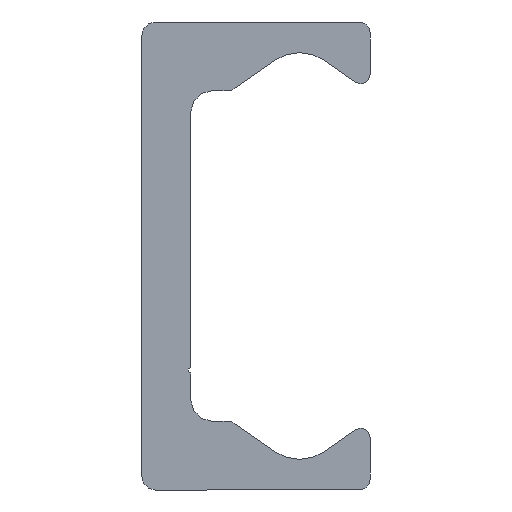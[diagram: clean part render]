
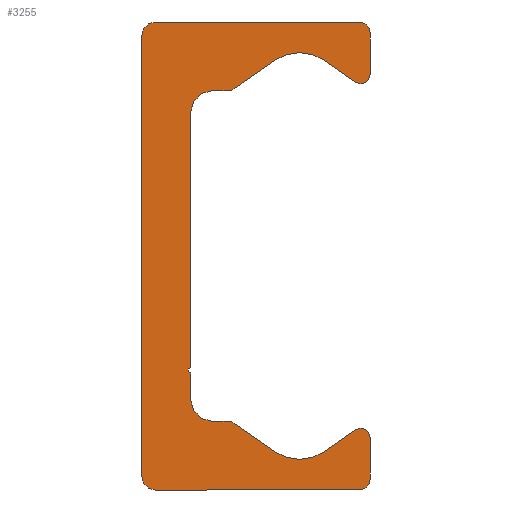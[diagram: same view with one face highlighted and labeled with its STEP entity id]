
A CAD part, left-side view. The second image highlights one B-rep face of the part: STEP entity #3255.
In plain terms, the highlighted planar face has unit normal (-1, 0, 0).
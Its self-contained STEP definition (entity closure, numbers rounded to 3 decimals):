
#2148=CARTESIAN_POINT('',(0.0,9.25,-21.5));
#2149=VERTEX_POINT('',#2148);
#2156=CARTESIAN_POINT('',(0.0,10.5,-20.25));
#2157=VERTEX_POINT('',#2156);
#2158=CARTESIAN_POINT('',(0.0,9.25,-20.25));
#2159=DIRECTION('',(1.0,0.0,0.0));
#2160=DIRECTION('',(0.0,0.0,-1.0));
#2161=AXIS2_PLACEMENT_3D('',#2158,#2159,#2160);
#2162=CIRCLE('',#2161,1.25);
#2163=EDGE_CURVE('',#2149,#2157,#2162,.T.);
#2187=CARTESIAN_POINT('',(0.0,-9.5,-21.5));
#2188=VERTEX_POINT('',#2187);
#2195=CARTESIAN_POINT('',(0.0,-9.5,-21.5));
#2196=DIRECTION('',(0.0,1.0,0.0));
#2197=VECTOR('',#2196,18.75);
#2198=LINE('',#2195,#2197);
#2199=EDGE_CURVE('',#2188,#2149,#2198,.T.);
#2219=CARTESIAN_POINT('',(0.0,-10.5,-20.5));
#2220=VERTEX_POINT('',#2219);
#2227=CARTESIAN_POINT('',(0.0,-9.5,-20.5));
#2228=DIRECTION('',(1.0,0.0,0.0));
#2229=DIRECTION('',(0.0,-1.0,0.0));
#2230=AXIS2_PLACEMENT_3D('',#2227,#2228,#2229);
#2231=CIRCLE('',#2230,1.0);
#2232=EDGE_CURVE('',#2220,#2188,#2231,.T.);
#2251=CARTESIAN_POINT('',(0.0,-10.5,-16.65));
#2252=VERTEX_POINT('',#2251);
#2259=CARTESIAN_POINT('',(0.0,-10.5,-16.65));
#2260=DIRECTION('',(0.0,0.0,-1.0));
#2261=VECTOR('',#2260,3.85);
#2262=LINE('',#2259,#2261);
#2263=EDGE_CURVE('',#2252,#2220,#2262,.T.);
#2283=CARTESIAN_POINT('',(0.0,-9.162,-15.954));
#2284=VERTEX_POINT('',#2283);
#2291=CARTESIAN_POINT('',(0.0,-9.65,-16.65));
#2292=DIRECTION('',(1.0,0.0,0.0));
#2293=DIRECTION('',(0.0,0.574,0.819));
#2294=AXIS2_PLACEMENT_3D('',#2291,#2292,#2293);
#2295=CIRCLE('',#2294,0.85);
#2296=EDGE_CURVE('',#2284,#2252,#2295,.T.);
#2315=CARTESIAN_POINT('',(0.0,-6.294,-17.962));
#2316=VERTEX_POINT('',#2315);
#2323=CARTESIAN_POINT('',(0.0,-6.294,-17.962));
#2324=DIRECTION('',(0.0,-0.819,0.574));
#2325=VECTOR('',#2324,3.501);
#2326=LINE('',#2323,#2325);
#2327=EDGE_CURVE('',#2316,#2284,#2326,.T.);
#2347=CARTESIAN_POINT('',(0.0,-1.706,-17.962));
#2348=VERTEX_POINT('',#2347);
#2355=CARTESIAN_POINT('',(0.0,-4.,-14.685));
#2356=DIRECTION('',(-1.0,0.0,0.0));
#2357=DIRECTION('',(0.0,0.574,0.819));
#2358=AXIS2_PLACEMENT_3D('',#2355,#2356,#2357);
#2359=CIRCLE('',#2358,4.0);
#2360=EDGE_CURVE('',#2348,#2316,#2359,.T.);
#2379=CARTESIAN_POINT('',(0.0,1.981,-15.381));
#2380=VERTEX_POINT('',#2379);
#2387=CARTESIAN_POINT('',(0.0,1.981,-15.381));
#2388=DIRECTION('',(0.0,-0.819,-0.574));
#2389=VECTOR('',#2388,4.5);
#2390=LINE('',#2387,#2389);
#2391=EDGE_CURVE('',#2380,#2348,#2390,.T.);
#2411=CARTESIAN_POINT('',(0.0,2.554,-15.2));
#2412=VERTEX_POINT('',#2411);
#2419=CARTESIAN_POINT('',(0.0,2.554,-16.2));
#2420=DIRECTION('',(1.0,0.0,0.0));
#2421=DIRECTION('',(0.0,0.0,1.0));
#2422=AXIS2_PLACEMENT_3D('',#2419,#2420,#2421);
#2423=CIRCLE('',#2422,1.);
#2424=EDGE_CURVE('',#2412,#2380,#2423,.T.);
#2443=CARTESIAN_POINT('',(0.0,4.0,-15.2));
#2444=VERTEX_POINT('',#2443);
#2451=CARTESIAN_POINT('',(0.0,4.0,-15.2));
#2452=DIRECTION('',(0.0,-1.0,0.0));
#2453=VECTOR('',#2452,1.446);
#2454=LINE('',#2451,#2453);
#2455=EDGE_CURVE('',#2444,#2412,#2454,.T.);
#2475=CARTESIAN_POINT('',(0.0,6.,-13.2));
#2476=VERTEX_POINT('',#2475);
#2483=CARTESIAN_POINT('',(0.0,4.,-13.2));
#2484=DIRECTION('',(-1.0,0.0,0.0));
#2485=DIRECTION('',(0.0,0.0,1.0));
#2486=AXIS2_PLACEMENT_3D('',#2483,#2484,#2485);
#2487=CIRCLE('',#2486,2.0);
#2488=EDGE_CURVE('',#2476,#2444,#2487,.T.);
#2507=CARTESIAN_POINT('',(0.0,6.,-10.75));
#2508=VERTEX_POINT('',#2507);
#2515=CARTESIAN_POINT('',(0.0,6.,-10.75));
#2516=DIRECTION('',(0.0,0.0,-1.0));
#2517=VECTOR('',#2516,2.45);
#2518=LINE('',#2515,#2517);
#2519=EDGE_CURVE('',#2508,#2476,#2518,.T.);
#2539=CARTESIAN_POINT('',(0.0,6.,-10.25));
#2540=VERTEX_POINT('',#2539);
#2547=CARTESIAN_POINT('',(0.0,6.,-10.5));
#2548=DIRECTION('',(-1.0,0.0,0.0));
#2549=DIRECTION('',(0.0,0.0,1.0));
#2550=AXIS2_PLACEMENT_3D('',#2547,#2548,#2549);
#2551=CIRCLE('',#2550,0.25);
#2552=EDGE_CURVE('',#2540,#2508,#2551,.T.);
#2571=CARTESIAN_POINT('',(0.0,6.,13.2));
#2572=VERTEX_POINT('',#2571);
#2579=CARTESIAN_POINT('',(0.0,6.,13.2));
#2580=DIRECTION('',(0.0,0.0,-1.0));
#2581=VECTOR('',#2580,23.45);
#2582=LINE('',#2579,#2581);
#2583=EDGE_CURVE('',#2572,#2540,#2582,.T.);
#2732=CARTESIAN_POINT('',(0.0,4.0,15.2));
#2733=VERTEX_POINT('',#2732);
#2740=CARTESIAN_POINT('',(0.0,4.,13.2));
#2741=DIRECTION('',(-1.0,0.0,0.0));
#2742=DIRECTION('',(0.0,-1.0,0.0));
#2743=AXIS2_PLACEMENT_3D('',#2740,#2741,#2742);
#2744=CIRCLE('',#2743,2.0);
#2745=EDGE_CURVE('',#2733,#2572,#2744,.T.);
#2764=CARTESIAN_POINT('',(0.0,2.554,15.2));
#2765=VERTEX_POINT('',#2764);
#2772=CARTESIAN_POINT('',(0.0,2.554,15.2));
#2773=DIRECTION('',(0.0,1.0,0.0));
#2774=VECTOR('',#2773,1.446);
#2775=LINE('',#2772,#2774);
#2776=EDGE_CURVE('',#2765,#2733,#2775,.T.);
#2796=CARTESIAN_POINT('',(0.0,1.981,15.381));
#2797=VERTEX_POINT('',#2796);
#2804=CARTESIAN_POINT('',(0.0,2.554,16.2));
#2805=DIRECTION('',(1.0,0.0,0.0));
#2806=DIRECTION('',(0.0,-0.574,-0.819));
#2807=AXIS2_PLACEMENT_3D('',#2804,#2805,#2806);
#2808=CIRCLE('',#2807,1.);
#2809=EDGE_CURVE('',#2797,#2765,#2808,.T.);
#2828=CARTESIAN_POINT('',(0.0,-1.706,17.962));
#2829=VERTEX_POINT('',#2828);
#2836=CARTESIAN_POINT('',(0.0,-1.706,17.962));
#2837=DIRECTION('',(0.0,0.819,-0.574));
#2838=VECTOR('',#2837,4.5);
#2839=LINE('',#2836,#2838);
#2840=EDGE_CURVE('',#2829,#2797,#2839,.T.);
#2860=CARTESIAN_POINT('',(0.0,-6.294,17.962));
#2861=VERTEX_POINT('',#2860);
#2868=CARTESIAN_POINT('',(0.0,-4.,14.685));
#2869=DIRECTION('',(-1.0,0.0,0.0));
#2870=DIRECTION('',(0.0,-0.574,-0.819));
#2871=AXIS2_PLACEMENT_3D('',#2868,#2869,#2870);
#2872=CIRCLE('',#2871,4.0);
#2873=EDGE_CURVE('',#2861,#2829,#2872,.T.);
#2892=CARTESIAN_POINT('',(0.0,-9.162,15.954));
#2893=VERTEX_POINT('',#2892);
#2900=CARTESIAN_POINT('',(0.0,-9.162,15.954));
#2901=DIRECTION('',(0.0,0.819,0.574));
#2902=VECTOR('',#2901,3.501);
#2903=LINE('',#2900,#2902);
#2904=EDGE_CURVE('',#2893,#2861,#2903,.T.);
#2924=CARTESIAN_POINT('',(0.0,-10.5,16.65));
#2925=VERTEX_POINT('',#2924);
#2932=CARTESIAN_POINT('',(0.0,-9.65,16.65));
#2933=DIRECTION('',(1.0,0.0,0.0));
#2934=DIRECTION('',(0.0,-1.0,0.0));
#2935=AXIS2_PLACEMENT_3D('',#2932,#2933,#2934);
#2936=CIRCLE('',#2935,0.85);
#2937=EDGE_CURVE('',#2925,#2893,#2936,.T.);
#2956=CARTESIAN_POINT('',(0.0,-10.5,20.5));
#2957=VERTEX_POINT('',#2956);
#2964=CARTESIAN_POINT('',(0.0,-10.5,20.5));
#2965=DIRECTION('',(0.0,0.0,-1.0));
#2966=VECTOR('',#2965,3.85);
#2967=LINE('',#2964,#2966);
#2968=EDGE_CURVE('',#2957,#2925,#2967,.T.);
#2988=CARTESIAN_POINT('',(0.0,-9.5,21.5));
#2989=VERTEX_POINT('',#2988);
#2996=CARTESIAN_POINT('',(0.0,-9.5,20.5));
#2997=DIRECTION('',(1.0,0.0,0.0));
#2998=DIRECTION('',(0.0,0.0,1.0));
#2999=AXIS2_PLACEMENT_3D('',#2996,#2997,#2998);
#3000=CIRCLE('',#2999,1.0);
#3001=EDGE_CURVE('',#2989,#2957,#3000,.T.);
#3020=CARTESIAN_POINT('',(0.0,9.25,21.5));
#3021=VERTEX_POINT('',#3020);
#3028=CARTESIAN_POINT('',(0.0,9.25,21.5));
#3029=DIRECTION('',(0.0,-1.0,0.0));
#3030=VECTOR('',#3029,18.75);
#3031=LINE('',#3028,#3030);
#3032=EDGE_CURVE('',#3021,#2989,#3031,.T.);
#3052=CARTESIAN_POINT('',(0.0,10.5,20.25));
#3053=VERTEX_POINT('',#3052);
#3060=CARTESIAN_POINT('',(0.0,9.25,20.25));
#3061=DIRECTION('',(1.0,0.0,0.0));
#3062=DIRECTION('',(0.0,1.0,0.0));
#3063=AXIS2_PLACEMENT_3D('',#3060,#3061,#3062);
#3064=CIRCLE('',#3063,1.25);
#3065=EDGE_CURVE('',#3053,#3021,#3064,.T.);
#3083=CARTESIAN_POINT('',(0.0,10.5,-20.25));
#3084=DIRECTION('',(0.0,0.0,1.0));
#3085=VECTOR('',#3084,40.5);
#3086=LINE('',#3083,#3085);
#3087=EDGE_CURVE('',#2157,#3053,#3086,.T.);
#3222=CARTESIAN_POINT('',(0.0,2.66,-0.019));
#3223=DIRECTION('',(1.0,0.0,0.0));
#3224=DIRECTION('',(0.0,0.0,-1.0));
#3225=AXIS2_PLACEMENT_3D('',#3222,#3223,#3224);
#3226=PLANE('',#3225);
#3227=ORIENTED_EDGE('',*,*,#3087,.F.);
#3228=ORIENTED_EDGE('',*,*,#2163,.F.);
#3229=ORIENTED_EDGE('',*,*,#2199,.F.);
#3230=ORIENTED_EDGE('',*,*,#2232,.F.);
#3231=ORIENTED_EDGE('',*,*,#2263,.F.);
#3232=ORIENTED_EDGE('',*,*,#2296,.F.);
#3233=ORIENTED_EDGE('',*,*,#2327,.F.);
#3234=ORIENTED_EDGE('',*,*,#2360,.F.);
#3235=ORIENTED_EDGE('',*,*,#2391,.F.);
#3236=ORIENTED_EDGE('',*,*,#2424,.F.);
#3237=ORIENTED_EDGE('',*,*,#2455,.F.);
#3238=ORIENTED_EDGE('',*,*,#2488,.F.);
#3239=ORIENTED_EDGE('',*,*,#2519,.F.);
#3240=ORIENTED_EDGE('',*,*,#2552,.F.);
#3241=ORIENTED_EDGE('',*,*,#2583,.F.);
#3242=ORIENTED_EDGE('',*,*,#2745,.F.);
#3243=ORIENTED_EDGE('',*,*,#2776,.F.);
#3244=ORIENTED_EDGE('',*,*,#2809,.F.);
#3245=ORIENTED_EDGE('',*,*,#2840,.F.);
#3246=ORIENTED_EDGE('',*,*,#2873,.F.);
#3247=ORIENTED_EDGE('',*,*,#2904,.F.);
#3248=ORIENTED_EDGE('',*,*,#2937,.F.);
#3249=ORIENTED_EDGE('',*,*,#2968,.F.);
#3250=ORIENTED_EDGE('',*,*,#3001,.F.);
#3251=ORIENTED_EDGE('',*,*,#3032,.F.);
#3252=ORIENTED_EDGE('',*,*,#3065,.F.);
#3253=EDGE_LOOP('',(#3227,#3228,#3229,#3230,#3231,#3232,#3233,#3234,#3235,#3236,#3237,#3238,#3239,#3240,#3241,#3242,#3243,#3244,#3245,#3246,#3247,#3248,#3249,#3250,#3251,#3252));
#3254=FACE_OUTER_BOUND('',#3253,.T.);
#3255=ADVANCED_FACE('',(#3254),#3226,.F.);
